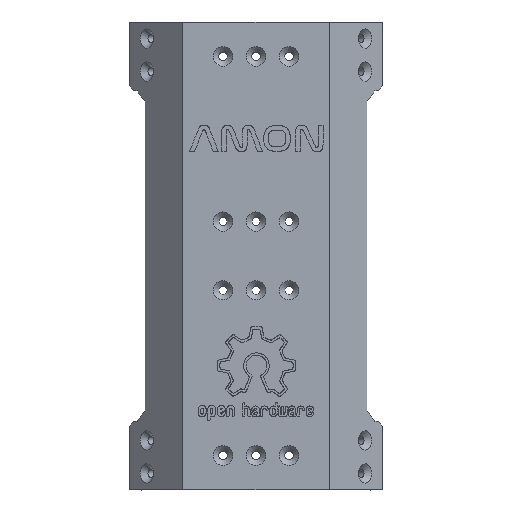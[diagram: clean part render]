
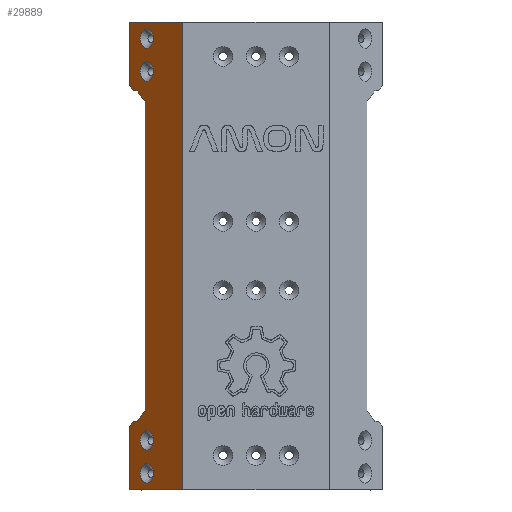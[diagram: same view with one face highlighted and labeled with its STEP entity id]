
A CAD part, top view. The second image highlights one B-rep face of the part: STEP entity #29889.
In plain terms, the highlighted planar face has unit normal (-0.707, 0, 0.707).
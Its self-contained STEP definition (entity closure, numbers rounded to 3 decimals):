
#73=FACE_BOUND('',#3393,.T.);
#74=FACE_BOUND('',#3394,.T.);
#75=FACE_BOUND('',#3395,.T.);
#76=FACE_BOUND('',#3396,.T.);
#214=PLANE('',#34325);
#1770=FACE_OUTER_BOUND('',#3392,.T.);
#3392=EDGE_LOOP('',(#26654,#26655,#26656,#26657,#26658,#26659,#26660,#26661,
#26662,#26663,#26664,#26665));
#3393=EDGE_LOOP('',(#26666));
#3394=EDGE_LOOP('',(#26667));
#3395=EDGE_LOOP('',(#26668));
#3396=EDGE_LOOP('',(#26669));
#4838=LINE('',#52489,#6612);
#5152=LINE('',#54172,#6926);
#5154=LINE('',#54177,#6928);
#5155=LINE('',#54179,#6929);
#5156=LINE('',#54180,#6930);
#5157=LINE('',#54182,#6931);
#5158=LINE('',#54184,#6932);
#5159=LINE('',#54186,#6933);
#5160=LINE('',#54188,#6934);
#5161=LINE('',#54190,#6935);
#5162=LINE('',#54191,#6936);
#5163=LINE('',#54192,#6937);
#6612=VECTOR('',#42899,10.);
#6926=VECTOR('',#44835,10.);
#6928=VECTOR('',#44839,10.);
#6929=VECTOR('',#44840,10.);
#6930=VECTOR('',#44841,10.);
#6931=VECTOR('',#44842,10.);
#6932=VECTOR('',#44843,10.);
#6933=VECTOR('',#44844,10.);
#6934=VECTOR('',#44845,10.);
#6935=VECTOR('',#44846,10.);
#6936=VECTOR('',#44847,10.);
#6937=VECTOR('',#44848,10.);
#9858=CIRCLE('',#34326,3.5);
#9859=CIRCLE('',#34327,3.5);
#9860=CIRCLE('',#34328,3.5);
#9861=CIRCLE('',#34329,3.5);
#12348=VERTEX_POINT('',#52482);
#12351=VERTEX_POINT('',#52487);
#12908=VERTEX_POINT('',#54169);
#12909=VERTEX_POINT('',#54171);
#12910=VERTEX_POINT('',#54175);
#12911=VERTEX_POINT('',#54176);
#12912=VERTEX_POINT('',#54178);
#12913=VERTEX_POINT('',#54181);
#12914=VERTEX_POINT('',#54183);
#12915=VERTEX_POINT('',#54185);
#12916=VERTEX_POINT('',#54187);
#12917=VERTEX_POINT('',#54189);
#12918=VERTEX_POINT('',#54193);
#12919=VERTEX_POINT('',#54195);
#12920=VERTEX_POINT('',#54197);
#12921=VERTEX_POINT('',#54199);
#16670=EDGE_CURVE('',#12348,#12351,#4838,.T.);
#17504=EDGE_CURVE('',#12909,#12908,#5152,.T.);
#17506=EDGE_CURVE('',#12910,#12911,#5154,.T.);
#17507=EDGE_CURVE('',#12912,#12911,#5155,.T.);
#17508=EDGE_CURVE('',#12909,#12912,#5156,.T.);
#17509=EDGE_CURVE('',#12913,#12908,#5157,.T.);
#17510=EDGE_CURVE('',#12914,#12913,#5158,.T.);
#17511=EDGE_CURVE('',#12914,#12915,#5159,.T.);
#17512=EDGE_CURVE('',#12916,#12915,#5160,.T.);
#17513=EDGE_CURVE('',#12917,#12916,#5161,.T.);
#17514=EDGE_CURVE('',#12348,#12917,#5162,.T.);
#17515=EDGE_CURVE('',#12351,#12910,#5163,.T.);
#17516=EDGE_CURVE('',#12918,#12918,#9858,.T.);
#17517=EDGE_CURVE('',#12919,#12919,#9859,.T.);
#17518=EDGE_CURVE('',#12920,#12920,#9860,.T.);
#17519=EDGE_CURVE('',#12921,#12921,#9861,.T.);
#26654=ORIENTED_EDGE('',*,*,#17506,.T.);
#26655=ORIENTED_EDGE('',*,*,#17507,.F.);
#26656=ORIENTED_EDGE('',*,*,#17508,.F.);
#26657=ORIENTED_EDGE('',*,*,#17504,.T.);
#26658=ORIENTED_EDGE('',*,*,#17509,.F.);
#26659=ORIENTED_EDGE('',*,*,#17510,.F.);
#26660=ORIENTED_EDGE('',*,*,#17511,.T.);
#26661=ORIENTED_EDGE('',*,*,#17512,.F.);
#26662=ORIENTED_EDGE('',*,*,#17513,.F.);
#26663=ORIENTED_EDGE('',*,*,#17514,.F.);
#26664=ORIENTED_EDGE('',*,*,#16670,.T.);
#26665=ORIENTED_EDGE('',*,*,#17515,.T.);
#26666=ORIENTED_EDGE('',*,*,#17516,.T.);
#26667=ORIENTED_EDGE('',*,*,#17517,.T.);
#26668=ORIENTED_EDGE('',*,*,#17518,.F.);
#26669=ORIENTED_EDGE('',*,*,#17519,.F.);
#29889=ADVANCED_FACE('',(#1770,#73,#74,#75,#76),#214,.T.);
#34325=AXIS2_PLACEMENT_3D('',#54174,#44837,#44838);
#34326=AXIS2_PLACEMENT_3D('',#54194,#44849,#44850);
#34327=AXIS2_PLACEMENT_3D('',#54196,#44851,#44852);
#34328=AXIS2_PLACEMENT_3D('',#54198,#44853,#44854);
#34329=AXIS2_PLACEMENT_3D('',#54200,#44855,#44856);
#42899=DIRECTION('',(0.,1.,0.));
#44835=DIRECTION('',(0.5,-0.707,0.5));
#44837=DIRECTION('center_axis',(-0.707,0.,0.707));
#44838=DIRECTION('ref_axis',(0.707,0.,0.707));
#44839=DIRECTION('',(0.,-1.,0.));
#44840=DIRECTION('',(-0.5,0.707,-0.5));
#44841=DIRECTION('',(-0.707,0.,-0.707));
#44842=DIRECTION('',(0.,1.,0.));
#44843=DIRECTION('',(0.5,0.707,0.5));
#44844=DIRECTION('',(-0.707,0.,-0.707));
#44845=DIRECTION('',(0.5,0.707,0.5));
#44846=DIRECTION('',(0.,1.,0.));
#44847=DIRECTION('',(-0.707,0.,-0.707));
#44848=DIRECTION('',(-0.707,0.,-0.707));
#44849=DIRECTION('center_axis',(0.707,0.,-0.707));
#44850=DIRECTION('ref_axis',(0.707,0.,0.707));
#44851=DIRECTION('center_axis',(0.707,0.,-0.707));
#44852=DIRECTION('ref_axis',(0.707,0.,0.707));
#44853=DIRECTION('center_axis',(-0.707,0.,0.707));
#44854=DIRECTION('ref_axis',(0.707,0.,0.707));
#44855=DIRECTION('center_axis',(-0.707,0.,0.707));
#44856=DIRECTION('ref_axis',(0.707,0.,0.707));
#52482=CARTESIAN_POINT('',(-30.071,0.,6.));
#52487=CARTESIAN_POINT('',(-30.071,170.,6.));
#52489=CARTESIAN_POINT('',(-30.071,0.,6.));
#54169=CARTESIAN_POINT('',(-43.849,141.,-7.778));
#54171=CARTESIAN_POINT('',(-46.677,145.,-10.607));
#54172=CARTESIAN_POINT('',(-49.682,149.25,-13.612));
#54174=CARTESIAN_POINT('Origin',(-43.849,0.,-7.778));
#54175=CARTESIAN_POINT('',(-49.506,170.,-13.435));
#54176=CARTESIAN_POINT('',(-49.506,147.,-13.435));
#54177=CARTESIAN_POINT('',(-49.506,170.,-13.435));
#54178=CARTESIAN_POINT('',(-48.091,145.,-12.021));
#54179=CARTESIAN_POINT('',(-21.752,107.75,14.319));
#54180=CARTESIAN_POINT('',(-43.849,145.,-7.778));
#54181=CARTESIAN_POINT('',(-43.849,29.,-7.778));
#54182=CARTESIAN_POINT('',(-43.849,0.,-7.778));
#54183=CARTESIAN_POINT('',(-46.677,25.,-10.607));
#54184=CARTESIAN_POINT('',(-49.682,20.75,-13.612));
#54185=CARTESIAN_POINT('',(-48.091,25.,-12.021));
#54186=CARTESIAN_POINT('',(-43.849,25.,-7.778));
#54187=CARTESIAN_POINT('',(-49.506,23.,-13.435));
#54188=CARTESIAN_POINT('',(-51.804,19.75,-15.733));
#54189=CARTESIAN_POINT('',(-49.506,0.,-13.435));
#54190=CARTESIAN_POINT('',(-49.506,0.,-13.435));
#54191=CARTESIAN_POINT('',(-43.849,0.,-7.778));
#54192=CARTESIAN_POINT('',(-43.849,170.,-7.778));
#54193=CARTESIAN_POINT('',(-45.617,164.,-9.546));
#54194=CARTESIAN_POINT('Origin',(-43.142,164.,-7.071));
#54195=CARTESIAN_POINT('',(-45.617,152.,-9.546));
#54196=CARTESIAN_POINT('Origin',(-43.142,152.,-7.071));
#54197=CARTESIAN_POINT('',(-45.617,6.,-9.546));
#54198=CARTESIAN_POINT('Origin',(-43.142,6.,-7.071));
#54199=CARTESIAN_POINT('',(-45.617,18.,-9.546));
#54200=CARTESIAN_POINT('Origin',(-43.142,18.,-7.071));
